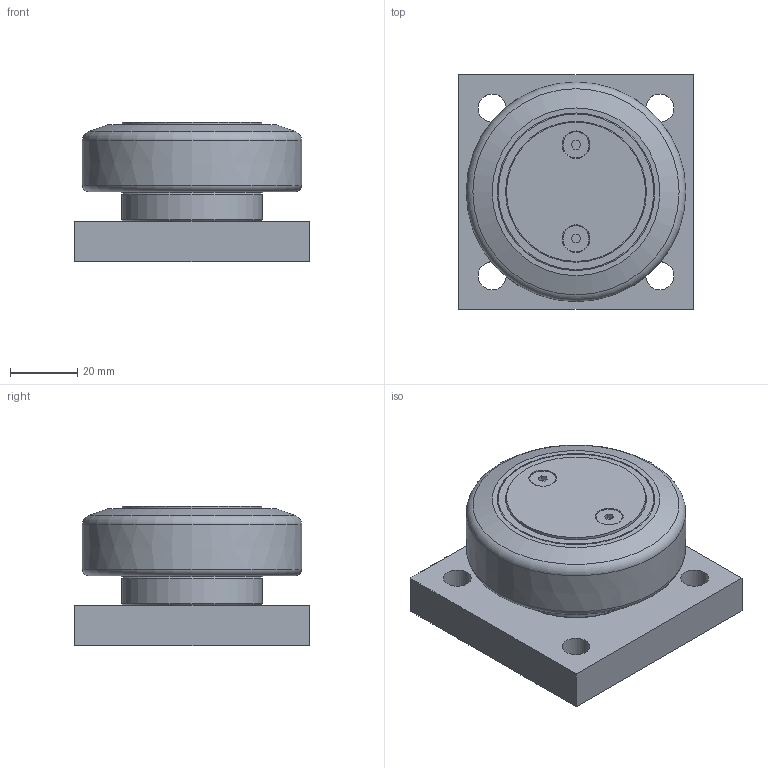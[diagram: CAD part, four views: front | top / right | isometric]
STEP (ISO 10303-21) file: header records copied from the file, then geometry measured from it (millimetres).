
FILE_DESCRIPTION(/* description */ ('-','CAx-IF Rec.Pracs.---Representation and Presentation of Product Manufacturing Information (PMI)---4.0---2014-10-13'),/* implementation_level */ '2;1');
FILE_NAME(/* name */ 'f55d7e44-c24f-460a-8a7e-f710692dc8c5.stp',/* time_stamp */ '2020-04-01T16:45:06+02:00',/* author */ ('-'),/* organization */ ('NTI CADcenter A/S'),/* preprocessor_version */ 'ST-DEVELOPER v18',/* originating_system */ 'Autodesk Inventor 2020',/* authorisation */ '-');
FILE_SCHEMA (('AP242_MANAGED_MODEL_BASED_3D_ENGINEERING_MIM_LF { 1 0 10303 442 1 1 4 }'));
Length unit declared in the file: millimetre
Products named in the file (1): XTR 060.0400 BQ1000_Kontur
Bounding box: 70 x 70 x 41.5 mm (x, y, z)
Volume: 127926.8 mm3; surface area: 36657.3 mm2
Topology: 1 solids, 1 shells, 297 faces, 870 edges, 515 vertices
Faces by surface type: plane 181, cylinder 102, cone 7, torus 6, bspline 1
Full cylindrical faces by diameter (mm): 3 x2, 4 x1, 4.917 x1, 7.8 x2, 8.3 x2, 8.376 x4, 30 x1, 38 x1, 41.5 x1, 42 x2, 42.1 x3, 42.971 x2, 45 x1, 45.5 x1, 47 x4
Entity records: 10681 total; most frequent: DIRECTION 2136, CARTESIAN_POINT 1945, ORIENTED_EDGE 1806, AXIS2_PLACEMENT_3D 953, EDGE_CURVE 903, CIRCLE 656, VERTEX_POINT 515, EDGE_LOOP 326
